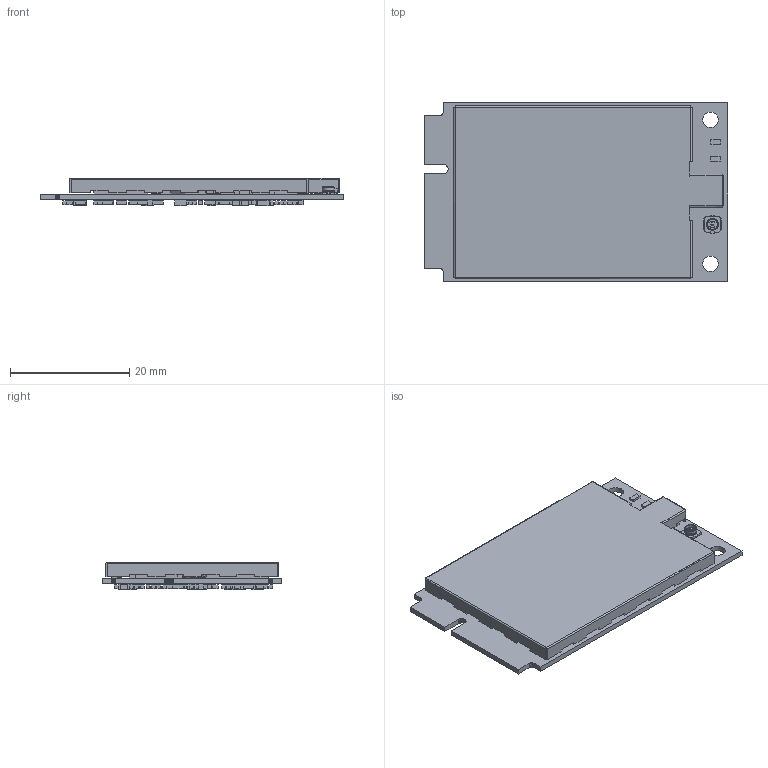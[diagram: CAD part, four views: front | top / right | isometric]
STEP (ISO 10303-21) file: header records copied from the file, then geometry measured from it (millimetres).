
FILE_DESCRIPTION(('Open CASCADE Model'),'2;1');
FILE_NAME('Open CASCADE Shape Model','2018-07-17T11:26:41',('Author'),( 'Open CASCADE'),'Open CASCADE STEP processor 6.8','Open CASCADE 6.8' ,'Unknown');
FILE_SCHEMA(('AUTOMOTIVE_DESIGN { 1 0 10303 214 1 1 1 1 }'));
Length unit declared in the file: millimetre
Products named in the file (200): PCB; Board; U201; 4465267840; Extruded; R201; 4465267264; R209; U202; 4465267072; C210; 4465263040; C209; 4465262848; C202; C201; R211; R210; RFIO; U.FL-R-SMT-1; Y100; 4465266688; R606; R601; 4465267456; C606; FB101; R112; C115; 4465263424; D203; 4465264768; D202; D201; 4465265152; C608; 4465263616; C611; R602; R207 ...
Assembly tree (312 placements, depth 4):
  PCB
    Board
    U201
      4465267840
        Extruded
    R201
      4465267264
        Extruded
    R209
      4465267264
        Extruded
    U202
      4465267072
        Extruded
    C210
      4465263040
        Extruded
    C209
      4465262848
        Extruded
    C202
      4465263040
        Extruded
    C201
      4465262848
        Extruded
    R211
      4465267264
        Extruded
    R210
      4465267264
        Extruded
    RFIO
      U.FL-R-SMT-1
    Y100
      4465266688
        Extruded
    R606
      4465267264
        Extruded
    R601
      4465267456
        Extruded
    C606
      4465267456
        Extruded
    FB101
      4465267456
        Extruded
    R112
      4465267456
        Extruded
    C115
      4465263424
        Extruded
    D203
      4465264768
        Extruded
    D202
      4465264768
Bounding box: 50.95 x 30 x 4.6 mm (x, y, z)
Volume: 2025 mm3; surface area: 7706.3 mm2
Topology: 143 solids, 143 shells, 1108 faces, 2382 edges, 1561 vertices
Faces by surface type: plane 1052, cylinder 34, bspline 12, cone 8, revolution 2
Full cylindrical faces by diameter (mm): 2.6 x2
Entity records: 17326 total; most frequent: CARTESIAN_POINT 2744, DIRECTION 2500, ORIENTED_EDGE 2048, EDGE_CURVE 1024, LINE 924, VECTOR 924, AXIS2_PLACEMENT_3D 787, VERTEX_POINT 657
